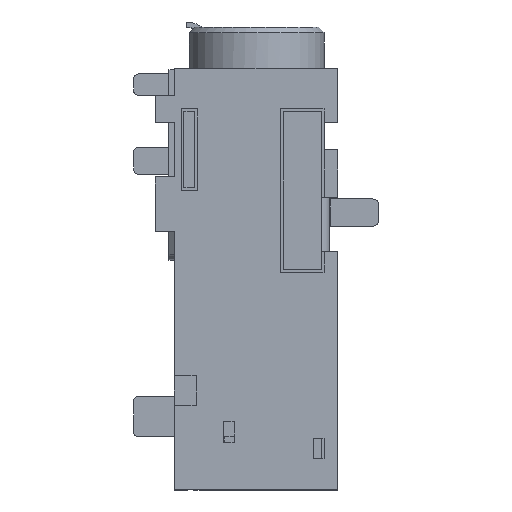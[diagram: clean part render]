
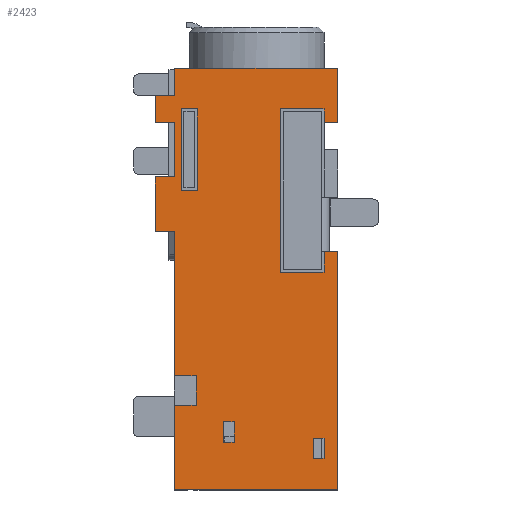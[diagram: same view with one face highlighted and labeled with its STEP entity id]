
A CAD part, top view. The second image highlights one B-rep face of the part: STEP entity #2423.
In plain terms, the highlighted planar face has unit normal (0, 0, 1).
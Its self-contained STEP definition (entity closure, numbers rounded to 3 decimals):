
#536 = VERTEX_POINT('',#537);
#537 = CARTESIAN_POINT('',(0.,7.75,5.1));
#1029 = EDGE_CURVE('',#1030,#1032,#1034,.T.);
#1030 = VERTEX_POINT('',#1031);
#1031 = CARTESIAN_POINT('',(-3.,-7.75,5.1));
#1032 = VERTEX_POINT('',#1033);
#1033 = CARTESIAN_POINT('',(-3.,-4.65,5.1));
#1034 = LINE('',#1035,#1036);
#1035 = CARTESIAN_POINT('',(-3.,1.75,5.1));
#1036 = VECTOR('',#1037,1.);
#1037 = DIRECTION('',(0.,1.,0.));
#1056 = VERTEX_POINT('',#1057);
#1057 = CARTESIAN_POINT('',(-3.,-3.55,5.1));
#1063 = EDGE_CURVE('',#1056,#1064,#1066,.T.);
#1064 = VERTEX_POINT('',#1065);
#1065 = CARTESIAN_POINT('',(-3.,1.75,5.1));
#1066 = LINE('',#1067,#1068);
#1067 = CARTESIAN_POINT('',(-3.,1.75,5.1));
#1068 = VECTOR('',#1069,1.);
#1069 = DIRECTION('',(0.,1.,0.));
#1580 = VERTEX_POINT('',#1581);
#1581 = CARTESIAN_POINT('',(2.5,1.,5.1));
#1587 = EDGE_CURVE('',#1580,#1588,#1590,.T.);
#1588 = VERTEX_POINT('',#1589);
#1589 = CARTESIAN_POINT('',(3.,1.,5.1));
#1590 = LINE('',#1591,#1592);
#1591 = CARTESIAN_POINT('',(3.,1.,5.1));
#1592 = VECTOR('',#1593,1.);
#1593 = DIRECTION('',(1.,0.,0.));
#1934 = VERTEX_POINT('',#1935);
#1935 = CARTESIAN_POINT('',(-3.7,6.75,5.1));
#1941 = EDGE_CURVE('',#1934,#1942,#1944,.T.);
#1942 = VERTEX_POINT('',#1943);
#1943 = CARTESIAN_POINT('',(-3.,6.75,5.1));
#1944 = LINE('',#1945,#1946);
#1945 = CARTESIAN_POINT('',(-3.7,6.75,5.1));
#1946 = VECTOR('',#1947,1.);
#1947 = DIRECTION('',(1.,0.,0.));
#1974 = VERTEX_POINT('',#1975);
#1975 = CARTESIAN_POINT('',(-3.,3.75,5.1));
#1981 = EDGE_CURVE('',#1974,#1982,#1984,.T.);
#1982 = VERTEX_POINT('',#1983);
#1983 = CARTESIAN_POINT('',(-3.,5.75,5.1));
#1984 = LINE('',#1985,#1986);
#1985 = CARTESIAN_POINT('',(-3.,5.75,5.1));
#1986 = VECTOR('',#1987,1.);
#1987 = DIRECTION('',(0.,1.,0.));
#2036 = EDGE_CURVE('',#1942,#2037,#2039,.T.);
#2037 = VERTEX_POINT('',#2038);
#2038 = CARTESIAN_POINT('',(-3.,7.75,5.1));
#2039 = LINE('',#2040,#2041);
#2040 = CARTESIAN_POINT('',(-3.,6.75,5.1));
#2041 = VECTOR('',#2042,1.);
#2042 = DIRECTION('',(0.,1.,0.));
#2075 = EDGE_CURVE('',#1982,#2076,#2078,.T.);
#2076 = VERTEX_POINT('',#2077);
#2077 = CARTESIAN_POINT('',(-3.7,5.75,5.1));
#2078 = LINE('',#2079,#2080);
#2079 = CARTESIAN_POINT('',(-3.7,5.75,5.1));
#2080 = VECTOR('',#2081,1.);
#2081 = DIRECTION('',(-1.,-0.,-0.));
#2138 = VERTEX_POINT('',#2139);
#2139 = CARTESIAN_POINT('',(-3.7,3.75,5.1));
#2145 = EDGE_CURVE('',#2138,#1974,#2146,.T.);
#2146 = LINE('',#2147,#2148);
#2147 = CARTESIAN_POINT('',(-3.7,3.75,5.1));
#2148 = VECTOR('',#2149,1.);
#2149 = DIRECTION('',(1.,0.,0.));
#2169 = EDGE_CURVE('',#1064,#2170,#2172,.T.);
#2170 = VERTEX_POINT('',#2171);
#2171 = CARTESIAN_POINT('',(-3.7,1.75,5.1));
#2172 = LINE('',#2173,#2174);
#2173 = CARTESIAN_POINT('',(-3.7,1.75,5.1));
#2174 = VECTOR('',#2175,1.);
#2175 = DIRECTION('',(-1.,-0.,-0.));
#2324 = EDGE_CURVE('',#2076,#1934,#2325,.T.);
#2325 = LINE('',#2326,#2327);
#2326 = CARTESIAN_POINT('',(-3.7,-7.75,5.1));
#2327 = VECTOR('',#2328,1.);
#2328 = DIRECTION('',(0.,1.,0.));
#2357 = VERTEX_POINT('',#2358);
#2358 = CARTESIAN_POINT('',(3.,5.75,5.1));
#2366 = VERTEX_POINT('',#2367);
#2367 = CARTESIAN_POINT('',(3.,7.75,5.1));
#2373 = EDGE_CURVE('',#2357,#2366,#2374,.T.);
#2374 = LINE('',#2375,#2376);
#2375 = CARTESIAN_POINT('',(3.,-7.75,5.1));
#2376 = VECTOR('',#2377,1.);
#2377 = DIRECTION('',(0.,1.,0.));
#2388 = EDGE_CURVE('',#536,#2366,#2389,.T.);
#2389 = LINE('',#2390,#2391);
#2390 = CARTESIAN_POINT('',(3.,7.75,5.1));
#2391 = VECTOR('',#2392,1.);
#2392 = DIRECTION('',(1.,0.,0.));
#2413 = EDGE_CURVE('',#2037,#536,#2414,.T.);
#2414 = LINE('',#2415,#2416);
#2415 = CARTESIAN_POINT('',(3.,7.75,5.1));
#2416 = VECTOR('',#2417,1.);
#2417 = DIRECTION('',(1.,0.,0.));
#2423 = ADVANCED_FACE('',(#2424,#2458,#2492,#2595),#2629,.T.);
#2424 = FACE_BOUND('',#2425,.T.);
#2425 = EDGE_LOOP('',(#2426,#2436,#2444,#2452));
#2426 = ORIENTED_EDGE('',*,*,#2427,.F.);
#2427 = EDGE_CURVE('',#2428,#2430,#2432,.T.);
#2428 = VERTEX_POINT('',#2429);
#2429 = CARTESIAN_POINT('',(2.5,-5.85,5.1));
#2430 = VERTEX_POINT('',#2431);
#2431 = CARTESIAN_POINT('',(2.1,-5.85,5.1));
#2432 = LINE('',#2433,#2434);
#2433 = CARTESIAN_POINT('',(2.5,-5.85,5.1));
#2434 = VECTOR('',#2435,1.);
#2435 = DIRECTION('',(-1.,0.,0.));
#2436 = ORIENTED_EDGE('',*,*,#2437,.F.);
#2437 = EDGE_CURVE('',#2438,#2428,#2440,.T.);
#2438 = VERTEX_POINT('',#2439);
#2439 = CARTESIAN_POINT('',(2.5,-6.6,5.1));
#2440 = LINE('',#2441,#2442);
#2441 = CARTESIAN_POINT('',(2.5,-5.85,5.1));
#2442 = VECTOR('',#2443,1.);
#2443 = DIRECTION('',(0.,1.,0.));
#2444 = ORIENTED_EDGE('',*,*,#2445,.F.);
#2445 = EDGE_CURVE('',#2446,#2438,#2448,.T.);
#2446 = VERTEX_POINT('',#2447);
#2447 = CARTESIAN_POINT('',(2.1,-6.6,5.1));
#2448 = LINE('',#2449,#2450);
#2449 = CARTESIAN_POINT('',(2.5,-6.6,5.1));
#2450 = VECTOR('',#2451,1.);
#2451 = DIRECTION('',(1.,0.,0.));
#2452 = ORIENTED_EDGE('',*,*,#2453,.F.);
#2453 = EDGE_CURVE('',#2430,#2446,#2454,.T.);
#2454 = LINE('',#2455,#2456);
#2455 = CARTESIAN_POINT('',(2.1,-5.85,5.1));
#2456 = VECTOR('',#2457,1.);
#2457 = DIRECTION('',(0.,-1.,0.));
#2458 = FACE_BOUND('',#2459,.T.);
#2459 = EDGE_LOOP('',(#2460,#2470,#2478,#2486));
#2460 = ORIENTED_EDGE('',*,*,#2461,.F.);
#2461 = EDGE_CURVE('',#2462,#2464,#2466,.T.);
#2462 = VERTEX_POINT('',#2463);
#2463 = CARTESIAN_POINT('',(-0.8,-5.25,5.1));
#2464 = VERTEX_POINT('',#2465);
#2465 = CARTESIAN_POINT('',(-1.2,-5.25,5.1));
#2466 = LINE('',#2467,#2468);
#2467 = CARTESIAN_POINT('',(-0.8,-5.25,5.1));
#2468 = VECTOR('',#2469,1.);
#2469 = DIRECTION('',(-1.,0.,0.));
#2470 = ORIENTED_EDGE('',*,*,#2471,.F.);
#2471 = EDGE_CURVE('',#2472,#2462,#2474,.T.);
#2472 = VERTEX_POINT('',#2473);
#2473 = CARTESIAN_POINT('',(-0.8,-6.,5.1));
#2474 = LINE('',#2475,#2476);
#2475 = CARTESIAN_POINT('',(-0.8,-5.25,5.1));
#2476 = VECTOR('',#2477,1.);
#2477 = DIRECTION('',(0.,1.,0.));
#2478 = ORIENTED_EDGE('',*,*,#2479,.F.);
#2479 = EDGE_CURVE('',#2480,#2472,#2482,.T.);
#2480 = VERTEX_POINT('',#2481);
#2481 = CARTESIAN_POINT('',(-1.2,-6.,5.1));
#2482 = LINE('',#2483,#2484);
#2483 = CARTESIAN_POINT('',(-0.8,-6.,5.1));
#2484 = VECTOR('',#2485,1.);
#2485 = DIRECTION('',(1.,0.,0.));
#2486 = ORIENTED_EDGE('',*,*,#2487,.F.);
#2487 = EDGE_CURVE('',#2464,#2480,#2488,.T.);
#2488 = LINE('',#2489,#2490);
#2489 = CARTESIAN_POINT('',(-1.2,-5.25,5.1));
#2490 = VECTOR('',#2491,1.);
#2491 = DIRECTION('',(0.,-1.,0.));
#2492 = FACE_BOUND('',#2493,.T.);
#2493 = EDGE_LOOP('',(#2494,#2502,#2503,#2511,#2517,#2518,#2526,#2534,
    #2542,#2550,#2558,#2564,#2565,#2566,#2567,#2568,#2569,#2570,#2571,
    #2572,#2573,#2579,#2580,#2581,#2589));
#2494 = ORIENTED_EDGE('',*,*,#2495,.F.);
#2495 = EDGE_CURVE('',#1032,#2496,#2498,.T.);
#2496 = VERTEX_POINT('',#2497);
#2497 = CARTESIAN_POINT('',(-2.2,-4.65,5.1));
#2498 = LINE('',#2499,#2500);
#2499 = CARTESIAN_POINT('',(-3.,-4.65,5.1));
#2500 = VECTOR('',#2501,1.);
#2501 = DIRECTION('',(1.,0.,0.));
#2502 = ORIENTED_EDGE('',*,*,#1029,.F.);
#2503 = ORIENTED_EDGE('',*,*,#2504,.T.);
#2504 = EDGE_CURVE('',#1030,#2505,#2507,.T.);
#2505 = VERTEX_POINT('',#2506);
#2506 = CARTESIAN_POINT('',(3.,-7.75,5.1));
#2507 = LINE('',#2508,#2509);
#2508 = CARTESIAN_POINT('',(3.,-7.75,5.1));
#2509 = VECTOR('',#2510,1.);
#2510 = DIRECTION('',(1.,0.,0.));
#2511 = ORIENTED_EDGE('',*,*,#2512,.T.);
#2512 = EDGE_CURVE('',#2505,#1588,#2513,.T.);
#2513 = LINE('',#2514,#2515);
#2514 = CARTESIAN_POINT('',(3.,-7.75,5.1));
#2515 = VECTOR('',#2516,1.);
#2516 = DIRECTION('',(0.,1.,0.));
#2517 = ORIENTED_EDGE('',*,*,#1587,.F.);
#2518 = ORIENTED_EDGE('',*,*,#2519,.F.);
#2519 = EDGE_CURVE('',#2520,#1580,#2522,.T.);
#2520 = VERTEX_POINT('',#2521);
#2521 = CARTESIAN_POINT('',(2.5,0.25,5.1));
#2522 = LINE('',#2523,#2524);
#2523 = CARTESIAN_POINT('',(2.5,6.25,5.1));
#2524 = VECTOR('',#2525,1.);
#2525 = DIRECTION('',(0.,1.,0.));
#2526 = ORIENTED_EDGE('',*,*,#2527,.F.);
#2527 = EDGE_CURVE('',#2528,#2520,#2530,.T.);
#2528 = VERTEX_POINT('',#2529);
#2529 = CARTESIAN_POINT('',(0.9,0.25,5.1));
#2530 = LINE('',#2531,#2532);
#2531 = CARTESIAN_POINT('',(2.5,0.25,5.1));
#2532 = VECTOR('',#2533,1.);
#2533 = DIRECTION('',(1.,0.,0.));
#2534 = ORIENTED_EDGE('',*,*,#2535,.F.);
#2535 = EDGE_CURVE('',#2536,#2528,#2538,.T.);
#2536 = VERTEX_POINT('',#2537);
#2537 = CARTESIAN_POINT('',(0.9,6.25,5.1));
#2538 = LINE('',#2539,#2540);
#2539 = CARTESIAN_POINT('',(0.9,6.25,5.1));
#2540 = VECTOR('',#2541,1.);
#2541 = DIRECTION('',(0.,-1.,0.));
#2542 = ORIENTED_EDGE('',*,*,#2543,.F.);
#2543 = EDGE_CURVE('',#2544,#2536,#2546,.T.);
#2544 = VERTEX_POINT('',#2545);
#2545 = CARTESIAN_POINT('',(2.5,6.25,5.1));
#2546 = LINE('',#2547,#2548);
#2547 = CARTESIAN_POINT('',(2.5,6.25,5.1));
#2548 = VECTOR('',#2549,1.);
#2549 = DIRECTION('',(-1.,0.,0.));
#2550 = ORIENTED_EDGE('',*,*,#2551,.F.);
#2551 = EDGE_CURVE('',#2552,#2544,#2554,.T.);
#2552 = VERTEX_POINT('',#2553);
#2553 = CARTESIAN_POINT('',(2.5,5.75,5.1));
#2554 = LINE('',#2555,#2556);
#2555 = CARTESIAN_POINT('',(2.5,6.25,5.1));
#2556 = VECTOR('',#2557,1.);
#2557 = DIRECTION('',(0.,1.,0.));
#2558 = ORIENTED_EDGE('',*,*,#2559,.F.);
#2559 = EDGE_CURVE('',#2357,#2552,#2560,.T.);
#2560 = LINE('',#2561,#2562);
#2561 = CARTESIAN_POINT('',(3.,5.75,5.1));
#2562 = VECTOR('',#2563,1.);
#2563 = DIRECTION('',(-1.,0.,0.));
#2564 = ORIENTED_EDGE('',*,*,#2373,.T.);
#2565 = ORIENTED_EDGE('',*,*,#2388,.F.);
#2566 = ORIENTED_EDGE('',*,*,#2413,.F.);
#2567 = ORIENTED_EDGE('',*,*,#2036,.F.);
#2568 = ORIENTED_EDGE('',*,*,#1941,.F.);
#2569 = ORIENTED_EDGE('',*,*,#2324,.F.);
#2570 = ORIENTED_EDGE('',*,*,#2075,.F.);
#2571 = ORIENTED_EDGE('',*,*,#1981,.F.);
#2572 = ORIENTED_EDGE('',*,*,#2145,.F.);
#2573 = ORIENTED_EDGE('',*,*,#2574,.F.);
#2574 = EDGE_CURVE('',#2170,#2138,#2575,.T.);
#2575 = LINE('',#2576,#2577);
#2576 = CARTESIAN_POINT('',(-3.7,-7.75,5.1));
#2577 = VECTOR('',#2578,1.);
#2578 = DIRECTION('',(0.,1.,0.));
#2579 = ORIENTED_EDGE('',*,*,#2169,.F.);
#2580 = ORIENTED_EDGE('',*,*,#1063,.F.);
#2581 = ORIENTED_EDGE('',*,*,#2582,.F.);
#2582 = EDGE_CURVE('',#2583,#1056,#2585,.T.);
#2583 = VERTEX_POINT('',#2584);
#2584 = CARTESIAN_POINT('',(-2.2,-3.55,5.1));
#2585 = LINE('',#2586,#2587);
#2586 = CARTESIAN_POINT('',(-3.,-3.55,5.1));
#2587 = VECTOR('',#2588,1.);
#2588 = DIRECTION('',(-1.,-0.,-0.));
#2589 = ORIENTED_EDGE('',*,*,#2590,.F.);
#2590 = EDGE_CURVE('',#2496,#2583,#2591,.T.);
#2591 = LINE('',#2592,#2593);
#2592 = CARTESIAN_POINT('',(-2.2,-4.65,5.1));
#2593 = VECTOR('',#2594,1.);
#2594 = DIRECTION('',(0.,1.,0.));
#2595 = FACE_BOUND('',#2596,.T.);
#2596 = EDGE_LOOP('',(#2597,#2607,#2615,#2623));
#2597 = ORIENTED_EDGE('',*,*,#2598,.F.);
#2598 = EDGE_CURVE('',#2599,#2601,#2603,.T.);
#2599 = VERTEX_POINT('',#2600);
#2600 = CARTESIAN_POINT('',(-2.153,6.25,5.1));
#2601 = VERTEX_POINT('',#2602);
#2602 = CARTESIAN_POINT('',(-2.753,6.25,5.1));
#2603 = LINE('',#2604,#2605);
#2604 = CARTESIAN_POINT('',(-2.153,6.25,5.1));
#2605 = VECTOR('',#2606,1.);
#2606 = DIRECTION('',(-1.,0.,0.));
#2607 = ORIENTED_EDGE('',*,*,#2608,.F.);
#2608 = EDGE_CURVE('',#2609,#2599,#2611,.T.);
#2609 = VERTEX_POINT('',#2610);
#2610 = CARTESIAN_POINT('',(-2.153,3.25,5.1));
#2611 = LINE('',#2612,#2613);
#2612 = CARTESIAN_POINT('',(-2.153,6.25,5.1));
#2613 = VECTOR('',#2614,1.);
#2614 = DIRECTION('',(0.,1.,0.));
#2615 = ORIENTED_EDGE('',*,*,#2616,.F.);
#2616 = EDGE_CURVE('',#2617,#2609,#2619,.T.);
#2617 = VERTEX_POINT('',#2618);
#2618 = CARTESIAN_POINT('',(-2.753,3.25,5.1));
#2619 = LINE('',#2620,#2621);
#2620 = CARTESIAN_POINT('',(-2.153,3.25,5.1));
#2621 = VECTOR('',#2622,1.);
#2622 = DIRECTION('',(1.,0.,0.));
#2623 = ORIENTED_EDGE('',*,*,#2624,.F.);
#2624 = EDGE_CURVE('',#2601,#2617,#2625,.T.);
#2625 = LINE('',#2626,#2627);
#2626 = CARTESIAN_POINT('',(-2.753,6.25,5.1));
#2627 = VECTOR('',#2628,1.);
#2628 = DIRECTION('',(0.,-1.,0.));
#2629 = PLANE('',#2630);
#2630 = AXIS2_PLACEMENT_3D('',#2631,#2632,#2633);
#2631 = CARTESIAN_POINT('',(3.,-7.75,5.1));
#2632 = DIRECTION('',(0.,0.,1.));
#2633 = DIRECTION('',(1.,0.,0.));
